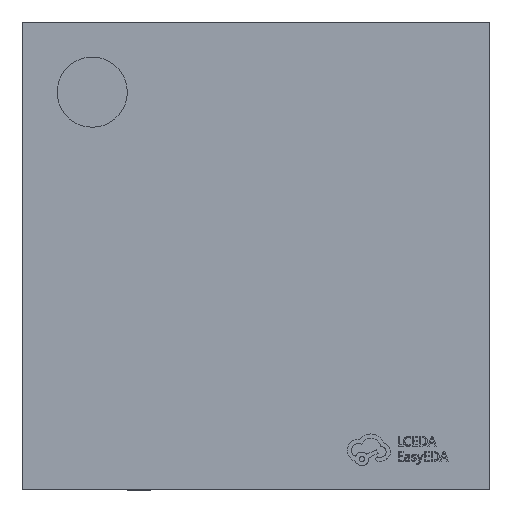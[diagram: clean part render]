
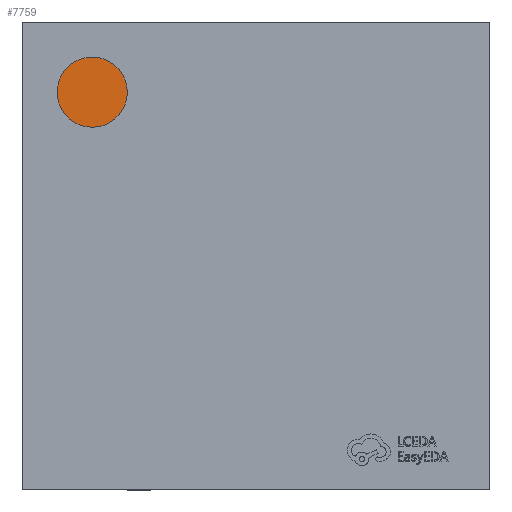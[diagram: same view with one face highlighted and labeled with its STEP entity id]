
A CAD part, top view. The second image highlights one B-rep face of the part: STEP entity #7759.
In plain terms, the highlighted planar face has unit normal (0, 0, 1).
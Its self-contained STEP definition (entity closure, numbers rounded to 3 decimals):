
#2453 = CARTESIAN_POINT ( 'NONE',  ( -1.7, 1.4, 0.73 ) ) ;
#3333 = CIRCLE ( 'NONE', #16692, 0.3 ) ;
#5356 = CARTESIAN_POINT ( 'NONE',  ( -1.4, 1.4, 0.73 ) ) ;
#5741 = ORIENTED_EDGE ( 'NONE', *, *, #32780, .T. ) ;
#5906 = DIRECTION ( 'NONE',  ( 1., 0., 0. ) ) ;
#7515 = DIRECTION ( 'NONE',  ( 0., 0., 1. ) ) ;
#7759 = ADVANCED_FACE ( 'NONE', ( #9076 ), #44244, .T. ) ;
#9076 = FACE_OUTER_BOUND ( 'NONE', #16822, .T. ) ;
#15459 = EDGE_CURVE ( 'NONE', #30275, #40624, #3333, .T. ) ;
#16692 = AXIS2_PLACEMENT_3D ( 'NONE', #35450, #7515, #21750 ) ;
#16822 = EDGE_LOOP ( 'NONE', ( #5741, #34036 ) ) ;
#21017 = DIRECTION ( 'NONE',  ( 0., 0., 1. ) ) ;
#21750 = DIRECTION ( 'NONE',  ( 1., 0., 0. ) ) ;
#23323 = DIRECTION ( 'NONE',  ( 1., 0., 0. ) ) ;
#23863 = CARTESIAN_POINT ( 'NONE',  ( -1.4, 1.4, 0.73 ) ) ;
#30171 = CIRCLE ( 'NONE', #43590, 0.3 ) ;
#30275 = VERTEX_POINT ( 'NONE', #2453 ) ;
#32780 = EDGE_CURVE ( 'NONE', #40624, #30275, #30171, .T. ) ;
#34036 = ORIENTED_EDGE ( 'NONE', *, *, #15459, .T. ) ;
#34190 = DIRECTION ( 'NONE',  ( 0., 0., 1. ) ) ;
#35282 = CARTESIAN_POINT ( 'NONE',  ( -1.1, 1.4, 0.73 ) ) ;
#35450 = CARTESIAN_POINT ( 'NONE',  ( -1.4, 1.4, 0.73 ) ) ;
#37998 = AXIS2_PLACEMENT_3D ( 'NONE', #5356, #34190, #23323 ) ;
#40624 = VERTEX_POINT ( 'NONE', #35282 ) ;
#43590 = AXIS2_PLACEMENT_3D ( 'NONE', #23863, #21017, #5906 ) ;
#44244 = PLANE ( 'NONE',  #37998 ) ;
